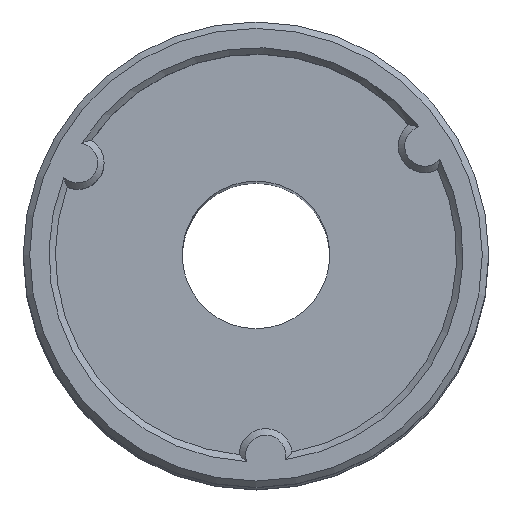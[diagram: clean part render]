
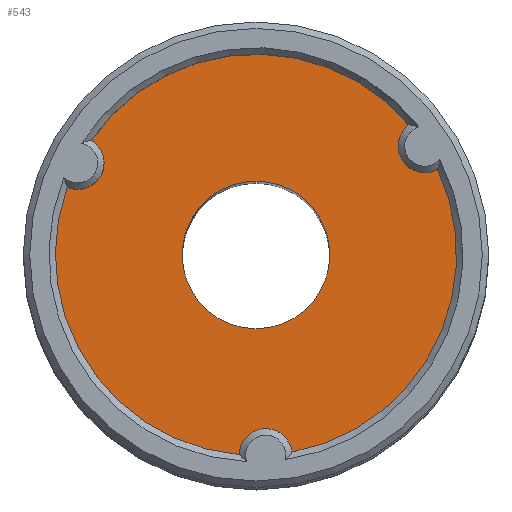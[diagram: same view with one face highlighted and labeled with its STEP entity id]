
A CAD part, top view. The second image highlights one B-rep face of the part: STEP entity #543.
In plain terms, the highlighted planar face has unit normal (0, 0, 1).
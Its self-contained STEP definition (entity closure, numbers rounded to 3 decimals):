
#46=FACE_BOUND('',#125,.T.);
#50=PLANE('',#638);
#85=FACE_OUTER_BOUND('',#124,.T.);
#124=EDGE_LOOP('',(#482,#483,#484,#485,#486,#487));
#125=EDGE_LOOP('',(#488));
#200=CIRCLE('',#614,1.65);
#201=CIRCLE('',#616,12.5);
#202=CIRCLE('',#618,1.65);
#208=CIRCLE('',#630,1.65);
#209=CIRCLE('',#632,12.5);
#211=CIRCLE('',#637,4.6);
#212=CIRCLE('',#639,12.5);
#247=VERTEX_POINT('',#973);
#248=VERTEX_POINT('',#975);
#249=VERTEX_POINT('',#979);
#250=VERTEX_POINT('',#983);
#255=VERTEX_POINT('',#1004);
#256=VERTEX_POINT('',#1006);
#258=VERTEX_POINT('',#1018);
#313=EDGE_CURVE('',#248,#247,#200,.T.);
#316=EDGE_CURVE('',#249,#247,#201,.T.);
#318=EDGE_CURVE('',#249,#250,#202,.T.);
#328=EDGE_CURVE('',#256,#255,#208,.T.);
#330=EDGE_CURVE('',#256,#250,#209,.T.);
#335=EDGE_CURVE('',#258,#258,#211,.T.);
#336=EDGE_CURVE('',#248,#255,#212,.T.);
#482=ORIENTED_EDGE('',*,*,#328,.T.);
#483=ORIENTED_EDGE('',*,*,#336,.F.);
#484=ORIENTED_EDGE('',*,*,#313,.T.);
#485=ORIENTED_EDGE('',*,*,#316,.F.);
#486=ORIENTED_EDGE('',*,*,#318,.T.);
#487=ORIENTED_EDGE('',*,*,#330,.F.);
#488=ORIENTED_EDGE('',*,*,#335,.T.);
#543=ADVANCED_FACE('',(#85,#46),#50,.F.);
#614=AXIS2_PLACEMENT_3D('',#976,#762,#763);
#616=AXIS2_PLACEMENT_3D('',#981,#768,#769);
#618=AXIS2_PLACEMENT_3D('',#985,#773,#774);
#630=AXIS2_PLACEMENT_3D('',#1007,#801,#802);
#632=AXIS2_PLACEMENT_3D('',#1010,#806,#807);
#637=AXIS2_PLACEMENT_3D('',#1020,#819,#820);
#638=AXIS2_PLACEMENT_3D('',#1021,#821,#822);
#639=AXIS2_PLACEMENT_3D('',#1022,#823,#824);
#762=DIRECTION('center_axis',(0.,0.,-1.));
#763=DIRECTION('ref_axis',(-1.,0.,0.));
#768=DIRECTION('center_axis',(0.,0.,-1.));
#769=DIRECTION('ref_axis',(1.,0.,0.));
#773=DIRECTION('center_axis',(0.,0.,-1.));
#774=DIRECTION('ref_axis',(0.5,-0.866,0.));
#801=DIRECTION('center_axis',(0.,0.,-1.));
#802=DIRECTION('ref_axis',(0.5,0.866,0.));
#806=DIRECTION('center_axis',(0.,0.,-1.));
#807=DIRECTION('ref_axis',(1.,0.,0.));
#819=DIRECTION('center_axis',(0.,0.,-1.));
#820=DIRECTION('ref_axis',(1.,0.,0.));
#821=DIRECTION('center_axis',(0.,0.,-1.));
#822=DIRECTION('ref_axis',(1.,0.,0.));
#823=DIRECTION('center_axis',(0.,0.,-1.));
#824=DIRECTION('ref_axis',(1.,0.,0.));
#973=CARTESIAN_POINT('',(2.239,-12.298,0.));
#975=CARTESIAN_POINT('',(-1.05,-12.456,0.));
#976=CARTESIAN_POINT('Origin',(0.6,-12.486,0.));
#979=CARTESIAN_POINT('',(11.312,5.319,0.));
#981=CARTESIAN_POINT('Origin',(0.,0.,0.));
#983=CARTESIAN_POINT('',(9.531,8.088,0.));
#985=CARTESIAN_POINT('Origin',(10.513,6.762,0.));
#1004=CARTESIAN_POINT('',(-11.77,4.21,0.));
#1006=CARTESIAN_POINT('',(-10.262,7.137,0.));
#1007=CARTESIAN_POINT('Origin',(-11.113,5.723,0.));
#1010=CARTESIAN_POINT('Origin',(0.,0.,0.));
#1018=CARTESIAN_POINT('',(-4.6,0.,0.));
#1020=CARTESIAN_POINT('Origin',(0.,0.,0.));
#1021=CARTESIAN_POINT('Origin',(0.,0.,0.));
#1022=CARTESIAN_POINT('Origin',(0.,0.,0.));
